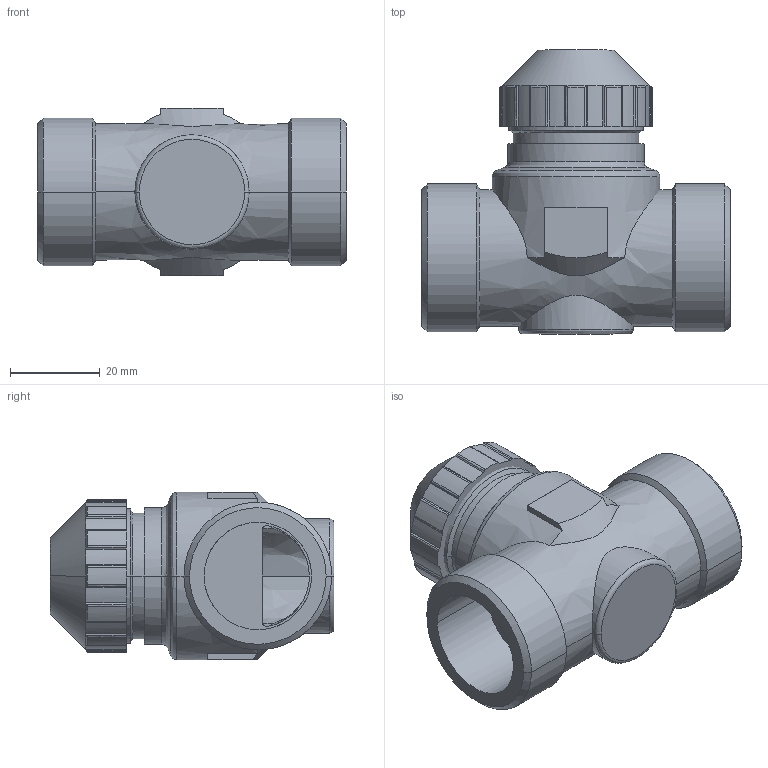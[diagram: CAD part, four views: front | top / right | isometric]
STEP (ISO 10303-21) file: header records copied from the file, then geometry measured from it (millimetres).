
FILE_DESCRIPTION (( 'STEP AP214' ), '1' );
FILE_NAME ('2-1.STEP', '2025-09-18T13:39:55', ( '微软用户' ), ( '微软中国' ), 'SwSTEP 2.0', 'SolidWorks 2021', '' );
FILE_SCHEMA (( 'AUTOMOTIVE_DESIGN' ));
Length unit declared in the file: millimetre
Products named in the file (1): 2-1
Bounding box: 69 x 63.41 x 37.5 mm (x, y, z)
Volume: 43394.2 mm3; surface area: 29025.6 mm2
Topology: 8 solids, 8 shells, 300 faces, 1081 edges, 813 vertices
Faces by surface type: bspline 300
Entity records: 22390 total; most frequent: CARTESIAN_POINT 13286, ORIENTED_EDGE 2162, EDGE_CURVE 1081, VERTEX_POINT 813, B_SPLINE_CURVE_WITH_KNOTS 578, EDGE_LOOP 326, UNCERTAINTY_MEASURE_WITH_UNIT 310, COLOUR_RGB 309
